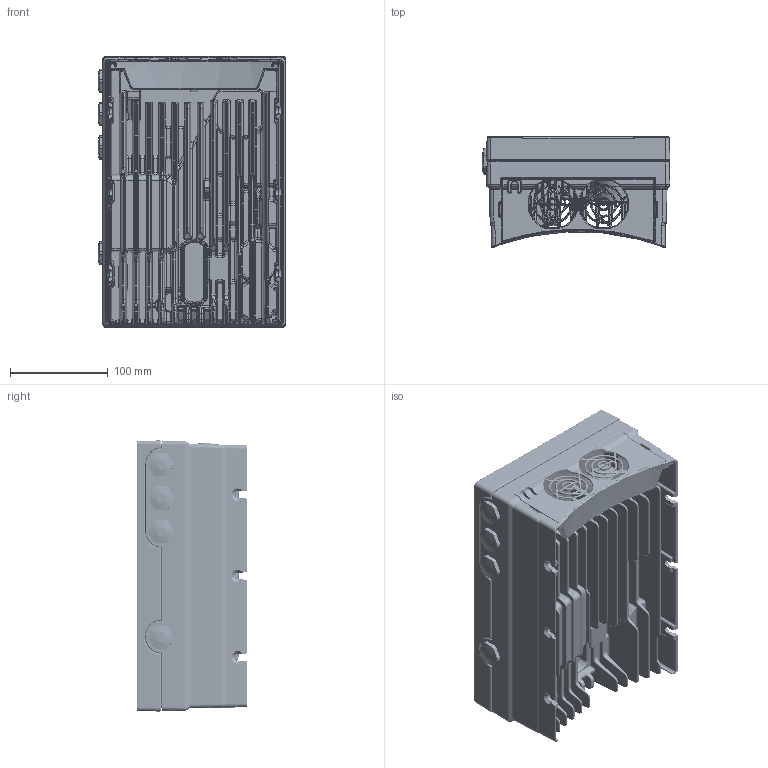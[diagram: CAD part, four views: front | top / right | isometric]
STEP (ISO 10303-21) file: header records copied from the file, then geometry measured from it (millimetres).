
FILE_DESCRIPTION((''),'2;1');
FILE_NAME('PRT0003','2017-03-14T',('F32060'),('Danfoss Drives A/S'),'CREO PARAMETRIC BY PTC INC, 2015480','CREO PARAMETRIC BY PTC INC, 2015480','');
FILE_SCHEMA(('CONFIG_CONTROL_DESIGN','GEOMETRIC_VALIDATION_PROPERTIES_MIM'));
Products named in the file (1): PRT0003
Bounding box: 191.65 x 113.23 x 276.75 mm (x, y, z)
Volume: 3458035.6 mm3; surface area: 528973.1 mm2
Topology: 2 solids, 18 shells, 5368 faces, 13447 edges, 8030 vertices
Faces by surface type: plane 1578, cylinder 1557, bspline 1430, torus 424, cone 238, sphere 116, extrusion 25
Entity records: 311775 total; most frequent: CARTESIAN_POINT 156055, ORIENTED_EDGE 26634, DIRECTION 19885, PRESENTATION_STYLE_ASSIGNMENT 13482, STYLED_ITEM 13335, CURVE_STYLE 13329, EDGE_CURVE 13329, VERTEX_POINT 8030
